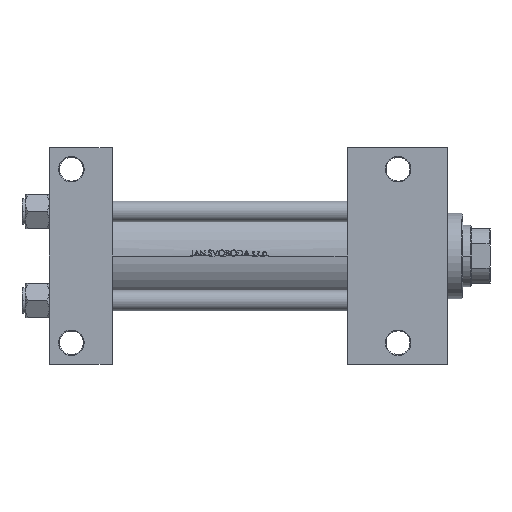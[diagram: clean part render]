
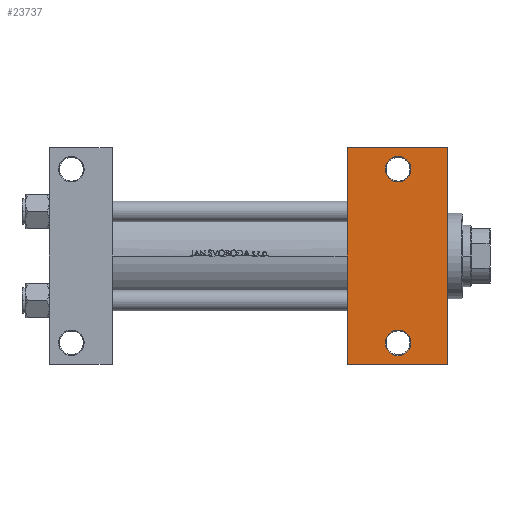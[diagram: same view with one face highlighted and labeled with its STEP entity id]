
A CAD part, front view. The second image highlights one B-rep face of the part: STEP entity #23737.
In plain terms, the highlighted face is planar.
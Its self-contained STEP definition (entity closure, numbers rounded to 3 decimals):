
#267 = DIRECTION ( 'NONE',  ( 0., 0., 1. ) ) ;
#515 = PLANE ( 'NONE',  #19167 ) ;
#1817 = CARTESIAN_POINT ( 'NONE',  ( 212.5, -51., -37.5 ) ) ;
#2655 = ORIENTED_EDGE ( 'NONE', *, *, #27738, .T. ) ;
#3452 = CARTESIAN_POINT ( 'NONE',  ( 234., -63.5, -37.5 ) ) ;
#3458 = CARTESIAN_POINT ( 'NONE',  ( 205., 51., -37.5 ) ) ;
#4332 = DIRECTION ( 'NONE',  ( 0., -1., 0. ) ) ;
#6157 = EDGE_CURVE ( 'NONE', #40272, #37585, #27691, .T. ) ;
#7126 = CARTESIAN_POINT ( 'NONE',  ( 197.5, 51., -37.5 ) ) ;
#7783 = DIRECTION ( 'NONE',  ( -1., 0., 0. ) ) ;
#8031 = CARTESIAN_POINT ( 'NONE',  ( 175., -63.5, -37.5 ) ) ;
#9308 = LINE ( 'NONE', #17089, #20357 ) ;
#9466 = EDGE_LOOP ( 'NONE', ( #31754, #22865 ) ) ;
#10944 = CIRCLE ( 'NONE', #37401, 7.5 ) ;
#11464 = DIRECTION ( 'NONE',  ( -1., 0., 0. ) ) ;
#11965 = CIRCLE ( 'NONE', #19998, 7.5 ) ;
#14281 = VECTOR ( 'NONE', #20702, 1000. ) ;
#15072 = FACE_OUTER_BOUND ( 'NONE', #39390, .T. ) ;
#15197 = CARTESIAN_POINT ( 'NONE',  ( 205., 51., -37.5 ) ) ;
#16936 = CARTESIAN_POINT ( 'NONE',  ( 175., -63.5, -37.5 ) ) ;
#17089 = CARTESIAN_POINT ( 'NONE',  ( 234., 37.5, -37.5 ) ) ;
#18738 = VECTOR ( 'NONE', #27184, 1000. ) ;
#19167 = AXIS2_PLACEMENT_3D ( 'NONE', #38394, #30132, #7783 ) ;
#19219 = VERTEX_POINT ( 'NONE', #42054 ) ;
#19455 = EDGE_CURVE ( 'NONE', #44789, #19633, #46298, .T. ) ;
#19569 = FACE_BOUND ( 'NONE', #9466, .T. ) ;
#19633 = VERTEX_POINT ( 'NONE', #1817 ) ;
#19998 = AXIS2_PLACEMENT_3D ( 'NONE', #15197, #26732, #26971 ) ;
#20357 = VECTOR ( 'NONE', #28876, 1000. ) ;
#20702 = DIRECTION ( 'NONE',  ( -1., 0., 0. ) ) ;
#22865 = ORIENTED_EDGE ( 'NONE', *, *, #37070, .T. ) ;
#23345 = FACE_BOUND ( 'NONE', #25455, .T. ) ;
#23405 = LINE ( 'NONE', #30918, #45631 ) ;
#23737 = ADVANCED_FACE ( 'NONE', ( #19569, #23345, #15072 ), #515, .T. ) ;
#25455 = EDGE_LOOP ( 'NONE', ( #29055, #2655 ) ) ;
#26732 = DIRECTION ( 'NONE',  ( 0., 0., 1. ) ) ;
#26971 = DIRECTION ( 'NONE',  ( -1., 0., 0. ) ) ;
#27184 = DIRECTION ( 'NONE',  ( 1., 0., 0. ) ) ;
#27403 = DIRECTION ( 'NONE',  ( 0., 0., 1. ) ) ;
#27436 = CARTESIAN_POINT ( 'NONE',  ( 175., 63.5, -37.5 ) ) ;
#27657 = CARTESIAN_POINT ( 'NONE',  ( 205., -51., -37.5 ) ) ;
#27691 = LINE ( 'NONE', #27436, #18738 ) ;
#27738 = EDGE_CURVE ( 'NONE', #19633, #44789, #10944, .T. ) ;
#28876 = DIRECTION ( 'NONE',  ( 0., -1., 0. ) ) ;
#29055 = ORIENTED_EDGE ( 'NONE', *, *, #19455, .T. ) ;
#29455 = CARTESIAN_POINT ( 'NONE',  ( 175., 63.5, -37.5 ) ) ;
#30132 = DIRECTION ( 'NONE',  ( 0., 0., -1. ) ) ;
#30621 = ORIENTED_EDGE ( 'NONE', *, *, #6157, .T. ) ;
#30771 = DIRECTION ( 'NONE',  ( 0., 0., 1. ) ) ;
#30918 = CARTESIAN_POINT ( 'NONE',  ( 175., 37.5, -37.5 ) ) ;
#31295 = EDGE_CURVE ( 'NONE', #48160, #40803, #39022, .T. ) ;
#31754 = ORIENTED_EDGE ( 'NONE', *, *, #34141, .T. ) ;
#32381 = CARTESIAN_POINT ( 'NONE',  ( 197.5, -51., -37.5 ) ) ;
#34141 = EDGE_CURVE ( 'NONE', #41415, #19219, #11965, .T. ) ;
#34500 = EDGE_CURVE ( 'NONE', #40272, #40803, #23405, .T. ) ;
#34501 = CIRCLE ( 'NONE', #41757, 7.5 ) ;
#34630 = CARTESIAN_POINT ( 'NONE',  ( 205., -51., -37.5 ) ) ;
#37070 = EDGE_CURVE ( 'NONE', #19219, #41415, #34501, .T. ) ;
#37336 = ORIENTED_EDGE ( 'NONE', *, *, #31295, .T. ) ;
#37401 = AXIS2_PLACEMENT_3D ( 'NONE', #34630, #267, #42919 ) ;
#37585 = VERTEX_POINT ( 'NONE', #39246 ) ;
#38394 = CARTESIAN_POINT ( 'NONE',  ( 234., 37.5, -37.5 ) ) ;
#39022 = LINE ( 'NONE', #16936, #14281 ) ;
#39246 = CARTESIAN_POINT ( 'NONE',  ( 234., 63.5, -37.5 ) ) ;
#39390 = EDGE_LOOP ( 'NONE', ( #42622, #30621, #44856, #37336 ) ) ;
#40272 = VERTEX_POINT ( 'NONE', #29455 ) ;
#40803 = VERTEX_POINT ( 'NONE', #8031 ) ;
#41415 = VERTEX_POINT ( 'NONE', #7126 ) ;
#41757 = AXIS2_PLACEMENT_3D ( 'NONE', #3458, #30771, #11464 ) ;
#42054 = CARTESIAN_POINT ( 'NONE',  ( 212.5, 51., -37.5 ) ) ;
#42622 = ORIENTED_EDGE ( 'NONE', *, *, #34500, .F. ) ;
#42919 = DIRECTION ( 'NONE',  ( -1., 0., 0. ) ) ;
#44789 = VERTEX_POINT ( 'NONE', #32381 ) ;
#44856 = ORIENTED_EDGE ( 'NONE', *, *, #48901, .T. ) ;
#45631 = VECTOR ( 'NONE', #4332, 1000. ) ;
#46261 = AXIS2_PLACEMENT_3D ( 'NONE', #27657, #27403, #46481 ) ;
#46298 = CIRCLE ( 'NONE', #46261, 7.5 ) ;
#46481 = DIRECTION ( 'NONE',  ( -1., 0., 0. ) ) ;
#48160 = VERTEX_POINT ( 'NONE', #3452 ) ;
#48901 = EDGE_CURVE ( 'NONE', #37585, #48160, #9308, .T. ) ;
